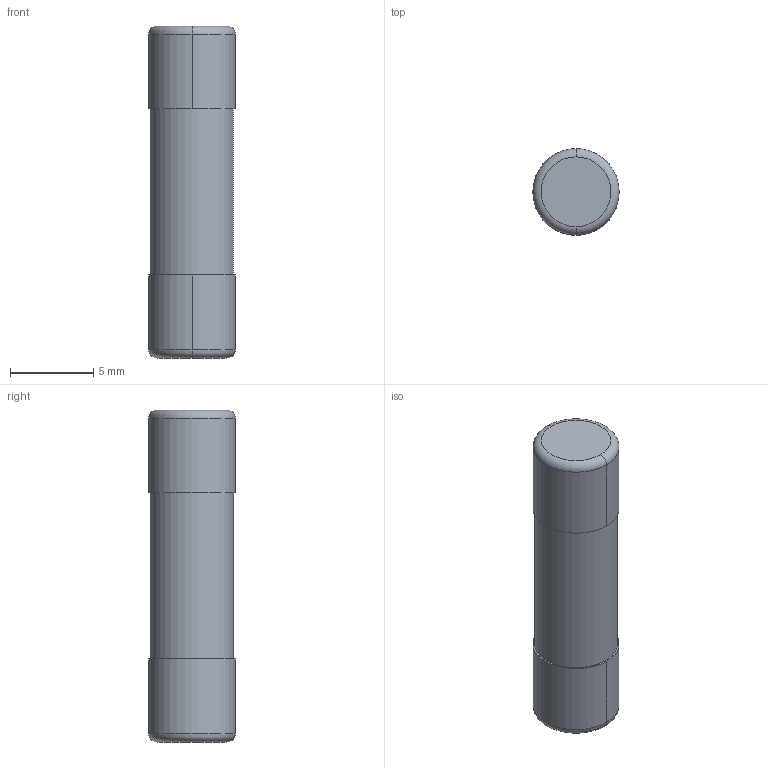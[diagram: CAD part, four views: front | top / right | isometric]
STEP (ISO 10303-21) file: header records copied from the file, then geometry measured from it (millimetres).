
FILE_DESCRIPTION(('FreeCAD Model'),'2;1');
FILE_NAME('Open CASCADE Shape Model','2024-09-26T20:49:53',('Author'),( ''),'Open CASCADE STEP processor 7.6','FreeCAD','Unknown');
FILE_SCHEMA(('AUTOMOTIVE_DESIGN { 1 0 10303 214 1 1 1 1 }'));
Length unit declared in the file: millimetre
Products named in the file (3): FUSE_5_20; FRONT; CYLINDER_5_10
Assembly tree (3 placements, depth 2):
  FUSE_5_20
    FRONT  x2
    CYLINDER_5_10
Bounding box: 5.2 x 5.2 x 20 mm (x, y, z)
Volume: 407 mm3; surface area: 437.4 mm2
Topology: 3 solids, 3 shells, 15 faces, 23 edges, 14 vertices
Faces by surface type: plane 6, cylinder 5, torus 4
Full cylindrical faces by diameter (mm): 5 x1
Entity records: 464 total; most frequent: DIRECTION 73, CARTESIAN_POINT 72, ORIENTED_EDGE 26, PCURVE 26, DEFINITIONAL_REPRESENTATION 26, AXIS2_PLACEMENT_3D 23, LINE 23, VECTOR 23
